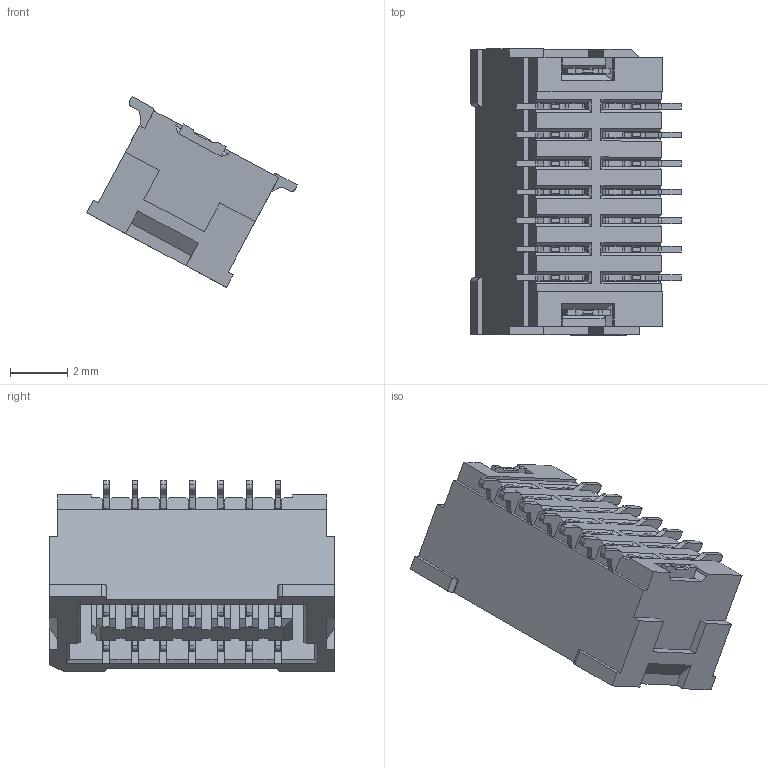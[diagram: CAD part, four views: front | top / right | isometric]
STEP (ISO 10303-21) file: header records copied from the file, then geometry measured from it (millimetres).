
FILE_DESCRIPTION (( 'STEP AP203' ), '1' );
FILE_NAME ('FWF10014-D14S83NAM.STEP', '2025-11-21T06:00:40', ( '' ), ( '' ), 'SwSTEP 2.0', 'SolidWorks 2021', '' );
FILE_SCHEMA (( 'CONFIG_CONTROL_DESIGN' ));
Products named in the file (1): FWF10014-D14S83NAM
Bounding box: 7.38 x 10 x 6.68 mm (x, y, z)
Volume: 143.7 mm3; surface area: 669 mm2
Topology: 10 solids, 10 shells, 1371 faces, 4199 edges, 2773 vertices
Faces by surface type: plane 861, cylinder 498, bspline 12
Entity records: 47223 total; most frequent: CARTESIAN_POINT 9463, ORIENTED_EDGE 8398, DIRECTION 7385, EDGE_CURVE 4199, LINE 3113, VECTOR 3113, VERTEX_POINT 2773, AXIS2_PLACEMENT_3D 2136
